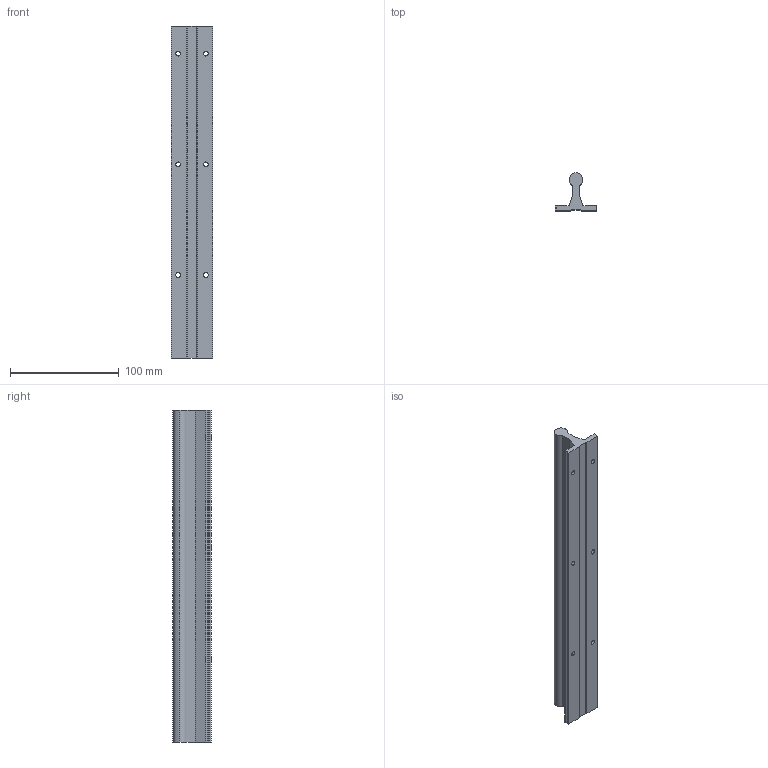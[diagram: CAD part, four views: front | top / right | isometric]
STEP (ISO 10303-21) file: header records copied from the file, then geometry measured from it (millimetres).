
FILE_DESCRIPTION (( 'STEP AP214' ), '1' );
FILE_NAME ('ShaftRailAssembly_F3E572BBBB.step', '2023-01-19T17:36:47', ( '' ), ( '' ), 'SwSTEP 2.0', 'SolidWorks 2019', '' );
FILE_SCHEMA (( 'AUTOMOTIVE_DESIGN' ));
Length unit declared in the file: inch
Products named in the file (3): ShaftRailAssembly_F3E572BBBB; PPAEI8QNNo_CADModel_0
Assembly tree (1 placements, depth 2):
  ShaftRailAssembly_F3E572BBBB
    PPAEI8QNNo_CADModel_0
  PPAEI8QNNo_CADModel_0
Bounding box: 38.1 x 34.92 x 304.8 mm (x, y, z)
Volume: 134491.5 mm3; surface area: 45415.6 mm2
Topology: 1 solids, 1 shells, 36 faces, 102 edges, 68 vertices
Faces by surface type: plane 19, cylinder 17
Entity records: 1761 total; most frequent: DIRECTION 218, CARTESIAN_POINT 211, ORIENTED_EDGE 204, EDGE_CURVE 102, AXIS2_PLACEMENT_3D 75, VERTEX_POINT 68, VECTOR 68, LINE 68
